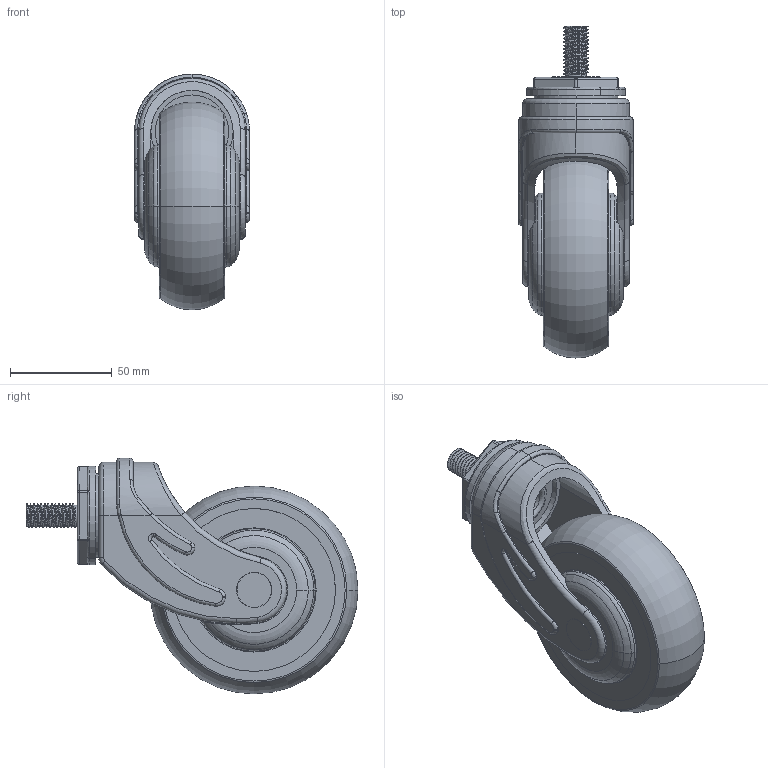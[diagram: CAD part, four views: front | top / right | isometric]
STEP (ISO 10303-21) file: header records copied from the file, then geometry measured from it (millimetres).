
FILE_DESCRIPTION (( 'STEP AP203' ), '1' );
FILE_NAME ('08. ACMC-102SS.STEP', '2020-02-19T02:54:15', ( '' ), ( '' ), 'SwSTEP 2.0', 'SolidWorks 2019', '' );
FILE_SCHEMA (( 'CONFIG_CONTROL_DESIGN' ));
Length unit declared in the file: millimetre
Products named in the file (5): 08. ACMC-102SS; ACMC-102 NON BRAKE FRAME; ACMC-102 WHEEL; ACMC-102 TOP PLATE COVER; ACMC-102 S TOP PLATE
Assembly tree (4 placements, depth 2):
  08. ACMC-102SS
    ACMC-102 NON BRAKE FRAME
    ACMC-102 WHEEL
    ACMC-102 TOP PLATE COVER
    ACMC-102 S TOP PLATE
Bounding box: 56.4 x 162.9 x 115.7 mm (x, y, z)
Volume: 371893.3 mm3; surface area: 65159.3 mm2
Topology: 4 solids, 4 shells, 282 faces, 674 edges, 414 vertices
Faces by surface type: cylinder 125, plane 67, torus 62, bspline 12, cone 10, sphere 6
Entity records: 15707 total; most frequent: CARTESIAN_POINT 8745, DIRECTION 1424, ORIENTED_EDGE 1336, EDGE_CURVE 668, AXIS2_PLACEMENT_3D 611, VERTEX_POINT 414, CIRCLE 334, EDGE_LOOP 302
